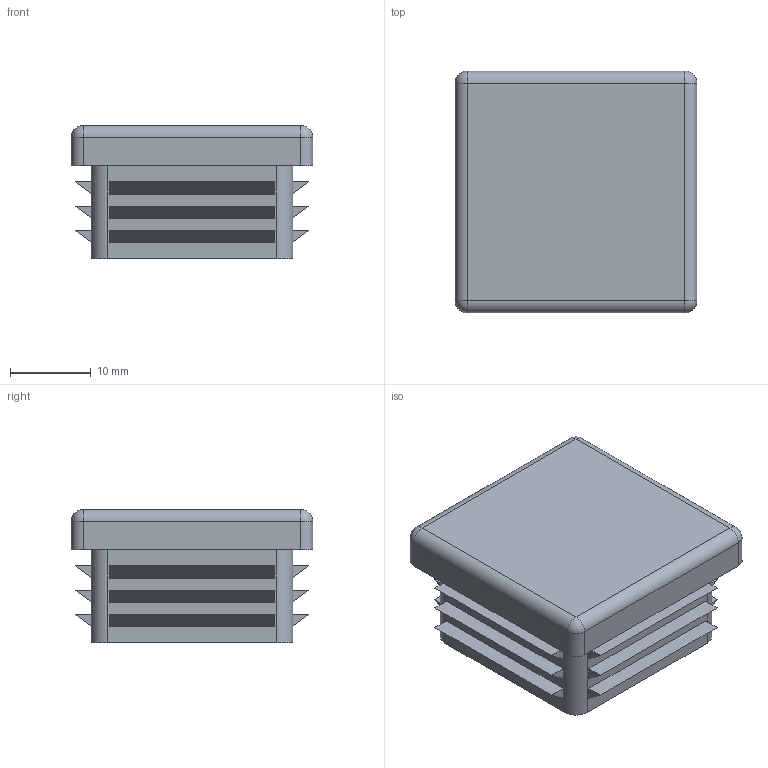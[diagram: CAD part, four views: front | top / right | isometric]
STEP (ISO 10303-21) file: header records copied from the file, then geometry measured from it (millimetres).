
FILE_DESCRIPTION( ( 'Unknown' ), '1' );
FILE_NAME( '7371177.stp', 'Unknown', ( 'Unknown' ), ( 'Unknown' ), 'PSStep 14.0', 'Unknown', ' ' );
FILE_SCHEMA( ( 'AUTOMOTIVE_DESIGN { 1 0 10303 214 1 1 1 1 }' ) );
Length unit declared in the file: millimetre
Products named in the file (1): 1
Bounding box: 30 x 30 x 16.5 mm (x, y, z)
Volume: 5890.4 mm3; surface area: 5219.6 mm2
Topology: 1 solids, 1 shells, 84 faces, 196 edges, 124 vertices
Faces by surface type: plane 64, cylinder 16, sphere 4
Entity records: 3020 total; most frequent: CARTESIAN_POINT 401, DIRECTION 394, ORIENTED_EDGE 384, EDGE_CURVE 192, LINE 160, VECTOR 160, VERTEX_POINT 124, AXIS2_PLACEMENT_3D 117
